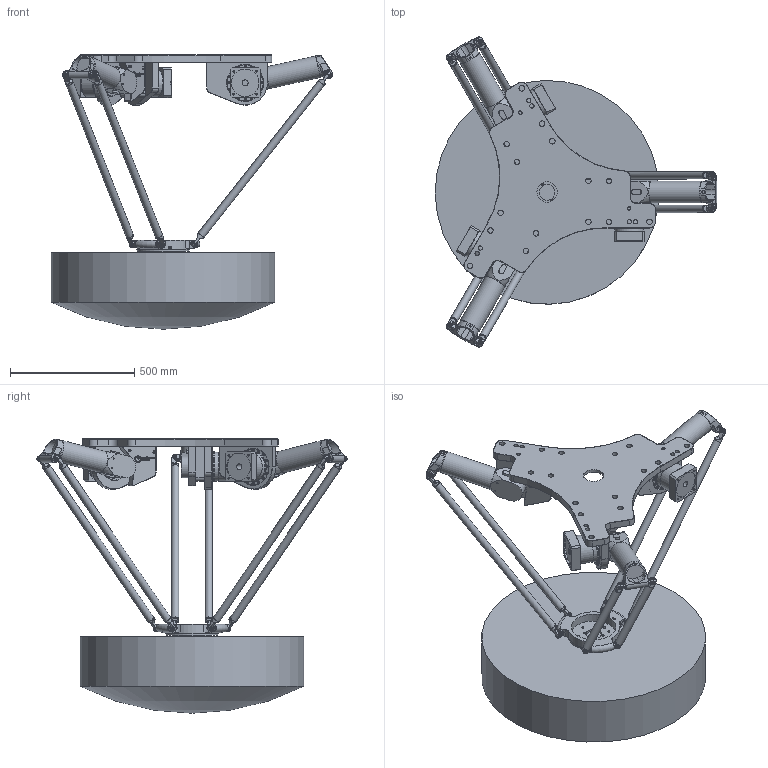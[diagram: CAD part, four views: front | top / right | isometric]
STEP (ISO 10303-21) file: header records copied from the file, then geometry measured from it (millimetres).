
FILE_DESCRIPTION(/* description */ (''),/* implementation_level */ '2;1');
FILE_NAME(/* name */ '3D-model_A_00615.stp',/* time_stamp */ '2026-01-16T10:14:06+01:00',/* author */ ('michael.schutter'),/* organization */ ('Majatronic'),/* preprocessor_version */ 'ST-DEVELOPER v19.2',/* originating_system */ 'Autodesk Inventor 2023',/* authorisation */ '');
FILE_SCHEMA (('AUTOMOTIVE_DESIGN { 1 0 10303 214 3 1 1 }'));
Products named in the file (9): A_00615_DUMMY; MT_BGR00017940; MT_WST00055161; MT_WST00055121MT_WST; MT_WST00054996; MT_WST00101788; MT_WST00055470; MT_WST00050309MT_WST; MT_WST00065060MT_WST
Assembly tree (22 placements, depth 3):
  A_00615_DUMMY
    MT_BGR00017940
      MT_WST00055161
      MT_WST00055121MT_WST  x3
    MT_WST00054996
    MT_WST00101788  x3
    MT_WST00050309MT_WST  x6
    MT_WST00055470  x6
    MT_WST00065060MT_WST
Bounding box: 1132.11 x 1247.62 x 1103.22 mm (x, y, z)
Volume: 190565731.7 mm3; surface area: 4385689.9 mm2
Topology: 21 solids, 30 shells, 2925 faces, 6807 edges, 4309 vertices
Faces by surface type: plane 1319, cylinder 973, bspline 363, cone 203, torus 66, sphere 1
Full cylindrical faces by diameter (mm): 4 x1, 4.917 x11, 5 x48, 5.5 x50, 6.647 x48, 8 x72, 8.376 x6, 8.5 x48, 9.6 x3, 10 x1, 10.4 x2, 12 x25, 13.835 x9, 16 x12, 17.294 x6, 18 x48, 22 x15, 24 x3, 30 x18, 40 x3, 63 x1, 80 x6, 82 x1, 85 x3, 88 x3, 110 x6, 111 x3, 115 x3, 115.4 x3, 119.997 x3
Entity records: 63668 total; most frequent: CARTESIAN_POINT 24623, DIRECTION 8029, ORIENTED_EDGE 7636, EDGE_CURVE 3818, AXIS2_PLACEMENT_3D 2938, VERTEX_POINT 2476, LINE 2153, VECTOR 2153
